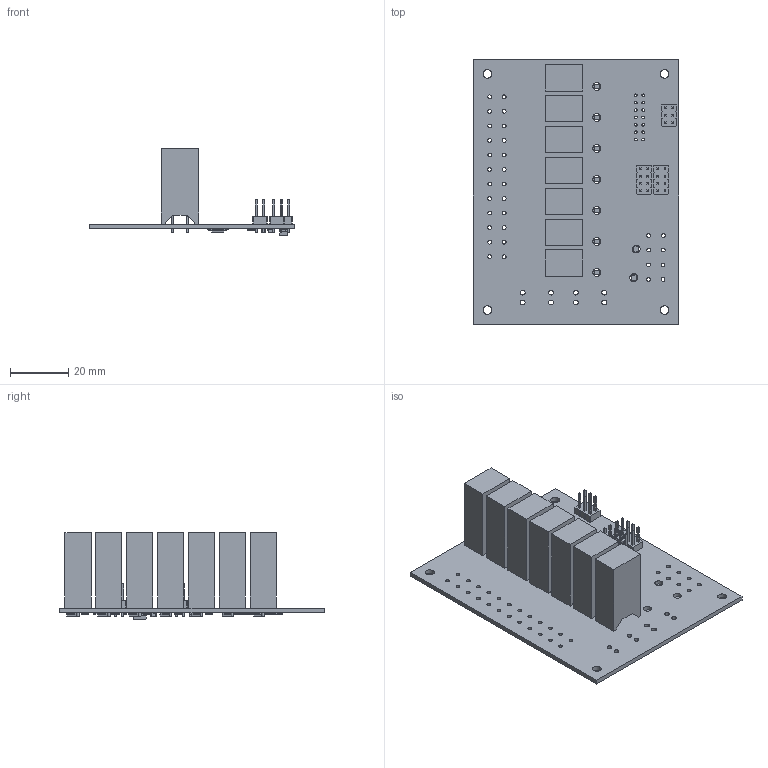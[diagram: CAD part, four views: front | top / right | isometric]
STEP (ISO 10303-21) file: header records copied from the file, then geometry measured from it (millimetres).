
FILE_DESCRIPTION(('KiCad electronic assembly'),'2;1');
FILE_NAME('ISO11446PWR01.step','2023-04-13T01:08:13',('Pcbnew'),('Kicad' ),'Open CASCADE STEP processor 7.5','KiCad to STEP converter', 'Unknown');
FILE_SCHEMA(('AUTOMOTIVE_DESIGN { 1 0 10303 214 1 1 1 1 }'));
Length unit declared in the file: millimetre
Products named in the file (18): ISO11446PWR01 1; R_Radial_Power_L13.0mm_W9.0mm_P5.00mm; SOLID; PinHeader_2x04_P2.54mm_Vertical; PinHeader_2x03_P2.54mm_Vertical; LED_1206_3216Metric; R_0805_2012Metric; SO-4_4.4x3.6mm_P2.54mm; C_0805_2012Metric; D_SMA; tmpvwtx5q24 PCB
Assembly tree (54 placements, depth 3):
  ISO11446PWR01 1
    R_Radial_Power_L13.0mm_W9.0mm_P5.00mm  x7
      SOLID
    PinHeader_2x04_P2.54mm_Vertical  x2
      SOLID
    PinHeader_2x03_P2.54mm_Vertical
      SOLID
    LED_1206_3216Metric  x9
      SOLID
    R_0805_2012Metric  x16
      SOLID
    SO-4_4.4x3.6mm_P2.54mm  x7
      SOLID
    C_0805_2012Metric  x2
      SOLID
    D_SMA
      SOLID
    tmpvwtx5q24 PCB
Bounding box: 70.61 x 90.93 x 29.92 mm (x, y, z)
Volume: 30440.8 mm3; surface area: 25131.2 mm2
Topology: 46 solids, 46 shells, 2316 faces, 5877 edges, 3718 vertices
Faces by surface type: plane 1646, cylinder 464, bspline 206
Full cylindrical faces by diameter (mm): 0.2 x7, 0.8 x14, 0.889 x36, 1.2 x14, 1.3 x32, 1.65 x8, 2.7 x9, 3 x4
Entity records: 47171 total; most frequent: CARTESIAN_POINT 8854, DIRECTION 6308, LINE 4266, VECTOR 4266, ORIENTED_EDGE 3346, PCURVE 3346, DEFINITIONAL_REPRESENTATION 3346, EDGE_CURVE 1673
